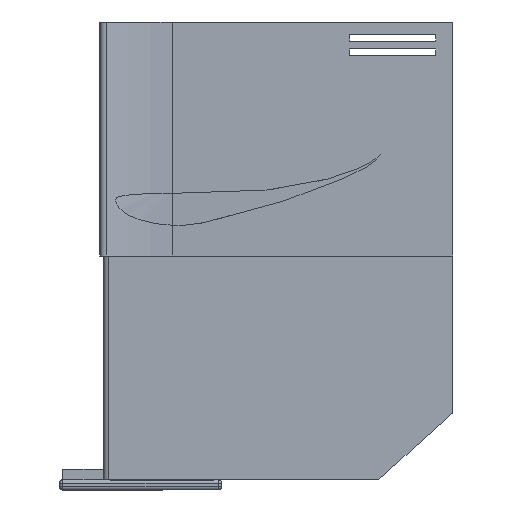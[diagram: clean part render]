
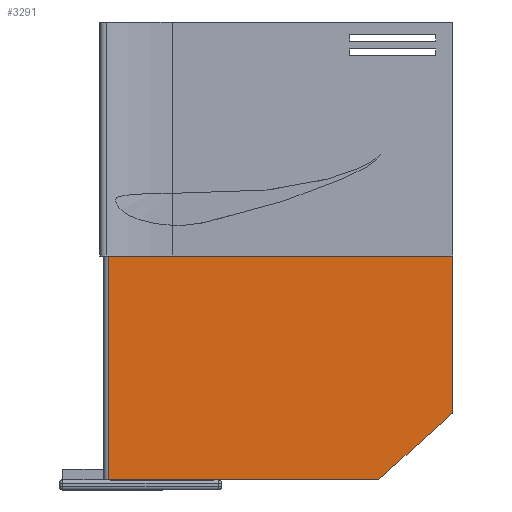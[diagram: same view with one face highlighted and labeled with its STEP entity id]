
A CAD part, left-side view. The second image highlights one B-rep face of the part: STEP entity #3291.
In plain terms, the highlighted planar face has unit normal (-1, 0, 0).
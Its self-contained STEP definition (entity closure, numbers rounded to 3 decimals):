
#107=FACE_BOUND('',#633,.T.);
#108=FACE_BOUND('',#634,.T.);
#423=FACE_OUTER_BOUND('',#632,.T.);
#632=EDGE_LOOP('',(#2948,#2949,#2950,#2951,#2952));
#633=EDGE_LOOP('',(#2953,#2954,#2955,#2956));
#634=EDGE_LOOP('',(#2957,#2958,#2959,#2960));
#942=LINE('',#13146,#1277);
#946=LINE('',#13153,#1281);
#949=LINE('',#13159,#1284);
#951=LINE('',#13162,#1286);
#954=LINE('',#13169,#1289);
#958=LINE('',#13176,#1293);
#961=LINE('',#13181,#1296);
#962=LINE('',#13183,#1297);
#966=LINE('',#13192,#1301);
#967=LINE('',#13195,#1302);
#969=LINE('',#13201,#1304);
#970=LINE('',#13203,#1305);
#971=LINE('',#13204,#1306);
#1277=VECTOR('',#4390,10.);
#1281=VECTOR('',#4396,10.);
#1284=VECTOR('',#4401,10.);
#1286=VECTOR('',#4405,10.);
#1289=VECTOR('',#4410,10.);
#1293=VECTOR('',#4416,10.);
#1296=VECTOR('',#4421,10.);
#1297=VECTOR('',#4424,10.);
#1301=VECTOR('',#4430,10.);
#1302=VECTOR('',#4433,10.);
#1304=VECTOR('',#4439,10.);
#1305=VECTOR('',#4440,10.);
#1306=VECTOR('',#4441,10.);
#1583=VERTEX_POINT('',#13143);
#1584=VERTEX_POINT('',#13145);
#1586=VERTEX_POINT('',#13151);
#1588=VERTEX_POINT('',#13157);
#1590=VERTEX_POINT('',#13166);
#1591=VERTEX_POINT('',#13168);
#1593=VERTEX_POINT('',#13174);
#1594=VERTEX_POINT('',#13179);
#1595=VERTEX_POINT('',#13185);
#1598=VERTEX_POINT('',#13190);
#1599=VERTEX_POINT('',#13194);
#1601=VERTEX_POINT('',#13200);
#1602=VERTEX_POINT('',#13202);
#2030=EDGE_CURVE('',#1583,#1584,#942,.T.);
#2034=EDGE_CURVE('',#1586,#1583,#946,.T.);
#2037=EDGE_CURVE('',#1588,#1586,#949,.T.);
#2039=EDGE_CURVE('',#1584,#1588,#951,.T.);
#2042=EDGE_CURVE('',#1590,#1591,#954,.T.);
#2046=EDGE_CURVE('',#1593,#1590,#958,.T.);
#2049=EDGE_CURVE('',#1594,#1593,#961,.T.);
#2050=EDGE_CURVE('',#1591,#1594,#962,.T.);
#2054=EDGE_CURVE('',#1598,#1595,#966,.T.);
#2055=EDGE_CURVE('',#1598,#1599,#967,.T.);
#2058=EDGE_CURVE('',#1601,#1599,#969,.T.);
#2059=EDGE_CURVE('',#1602,#1601,#970,.T.);
#2060=EDGE_CURVE('',#1595,#1602,#971,.T.);
#2948=ORIENTED_EDGE('',*,*,#2058,.F.);
#2949=ORIENTED_EDGE('',*,*,#2059,.F.);
#2950=ORIENTED_EDGE('',*,*,#2060,.F.);
#2951=ORIENTED_EDGE('',*,*,#2054,.F.);
#2952=ORIENTED_EDGE('',*,*,#2055,.T.);
#2953=ORIENTED_EDGE('',*,*,#2037,.F.);
#2954=ORIENTED_EDGE('',*,*,#2039,.F.);
#2955=ORIENTED_EDGE('',*,*,#2030,.F.);
#2956=ORIENTED_EDGE('',*,*,#2034,.F.);
#2957=ORIENTED_EDGE('',*,*,#2050,.F.);
#2958=ORIENTED_EDGE('',*,*,#2042,.F.);
#2959=ORIENTED_EDGE('',*,*,#2046,.F.);
#2960=ORIENTED_EDGE('',*,*,#2049,.F.);
#3109=PLANE('',#3579);
#3291=ADVANCED_FACE('',(#423,#107,#108),#3109,.F.);
#3579=AXIS2_PLACEMENT_3D('',#13199,#4437,#4438);
#4390=DIRECTION('',(0.,0.,1.));
#4396=DIRECTION('',(0.,-1.,0.));
#4401=DIRECTION('',(0.,0.,-1.));
#4405=DIRECTION('',(0.,1.,0.));
#4410=DIRECTION('',(0.,0.,1.));
#4416=DIRECTION('',(0.,-1.,0.));
#4421=DIRECTION('',(0.,0.,-1.));
#4424=DIRECTION('',(0.,1.,0.));
#4430=DIRECTION('',(0.,0.,-1.));
#4433=DIRECTION('',(0.,1.,0.));
#4437=DIRECTION('center_axis',(1.,0.,0.));
#4438=DIRECTION('ref_axis',(0.,0.,-1.));
#4439=DIRECTION('',(0.,0.,1.));
#4440=DIRECTION('',(0.,1.,0.));
#4441=DIRECTION('',(0.,0.743,-0.669));
#13143=CARTESIAN_POINT('',(-103.,-59.617,123.189));
#13145=CARTESIAN_POINT('',(-103.,-59.617,125.189));
#13146=CARTESIAN_POINT('',(-103.,-59.617,97.845));
#13151=CARTESIAN_POINT('',(-103.,-34.617,123.189));
#13153=CARTESIAN_POINT('',(-103.,-30.058,123.189));
#13157=CARTESIAN_POINT('',(-103.,-34.617,125.189));
#13159=CARTESIAN_POINT('',(-103.,-34.617,98.845));
#13162=CARTESIAN_POINT('',(-103.,-42.558,125.189));
#13166=CARTESIAN_POINT('',(-103.,-59.623,127.415));
#13168=CARTESIAN_POINT('',(-103.,-59.623,129.415));
#13169=CARTESIAN_POINT('',(-103.,-59.623,99.958));
#13174=CARTESIAN_POINT('',(-103.,-34.623,127.415));
#13176=CARTESIAN_POINT('',(-103.,-30.062,127.415));
#13179=CARTESIAN_POINT('',(-103.,-34.623,129.415));
#13181=CARTESIAN_POINT('',(-103.,-34.623,100.958));
#13183=CARTESIAN_POINT('',(-103.,-42.562,129.415));
#13185=CARTESIAN_POINT('',(-103.,-64.5,19.362));
#13190=CARTESIAN_POINT('',(-103.,-64.5,133.));
#13192=CARTESIAN_POINT('',(-103.,-64.5,64.013));
#13194=CARTESIAN_POINT('',(-103.,35.5,133.));
#13195=CARTESIAN_POINT('',(-103.,-88.,133.));
#13199=CARTESIAN_POINT('Origin',(-103.,-25.5,77.5));
#13200=CARTESIAN_POINT('',(-103.,35.5,0.));
#13201=CARTESIAN_POINT('',(-103.,35.5,130.));
#13202=CARTESIAN_POINT('',(-103.,-43.,0.));
#13203=CARTESIAN_POINT('',(-103.,37.,0.));
#13204=CARTESIAN_POINT('',(-103.,-88.,40.525));
